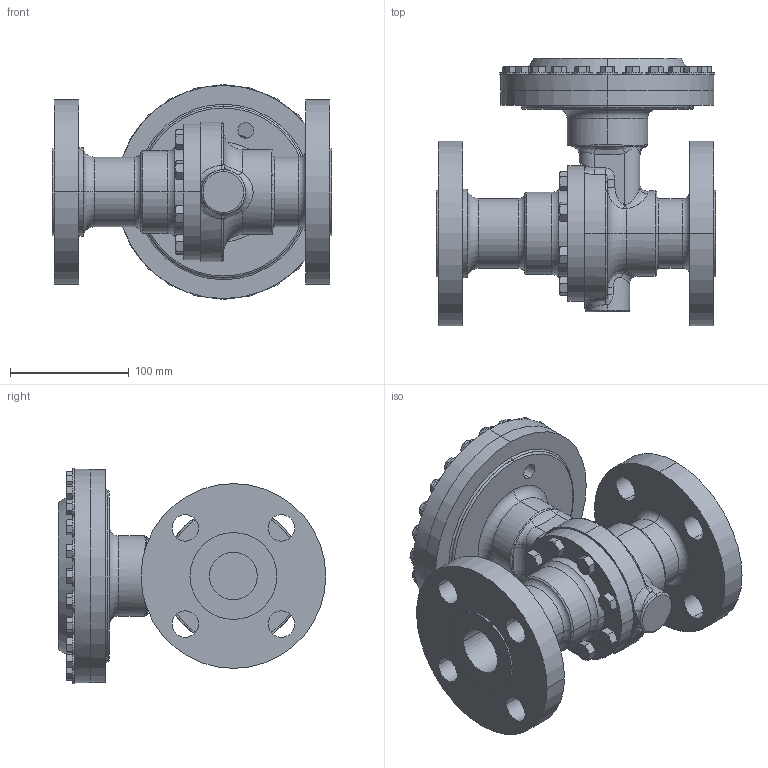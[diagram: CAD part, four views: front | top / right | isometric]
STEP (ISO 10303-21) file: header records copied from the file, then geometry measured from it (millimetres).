
FILE_DESCRIPTION (( 'STEP AP203' ), '1' );
FILE_NAME ('56-150-CS+S6-I3.step', '2017-10-04T15:18:49', ( '' ), ( '' ), 'SwSTEP 2.0', 'SolidWorks 2014', '' );
FILE_SCHEMA (( 'CONFIG_CONTROL_DESIGN' ));
Length unit declared in the file: inch
Products named in the file (1): 56-150-CS+S6-I3
Bounding box: 234.95 x 225.13 x 181 mm (x, y, z)
Volume: 2269434.6 mm3; surface area: 307415.6 mm2
Topology: 1 solids, 1 shells, 718 faces, 1669 edges, 1004 vertices
Faces by surface type: plane 307, cone 208, cylinder 128, bspline 40, torus 35
Entity records: 24590 total; most frequent: CARTESIAN_POINT 8779, ORIENTED_EDGE 3338, DIRECTION 3205, EDGE_CURVE 1669, AXIS2_PLACEMENT_3D 1332, VERTEX_POINT 1004, EDGE_LOOP 787, ADVANCED_FACE 718
